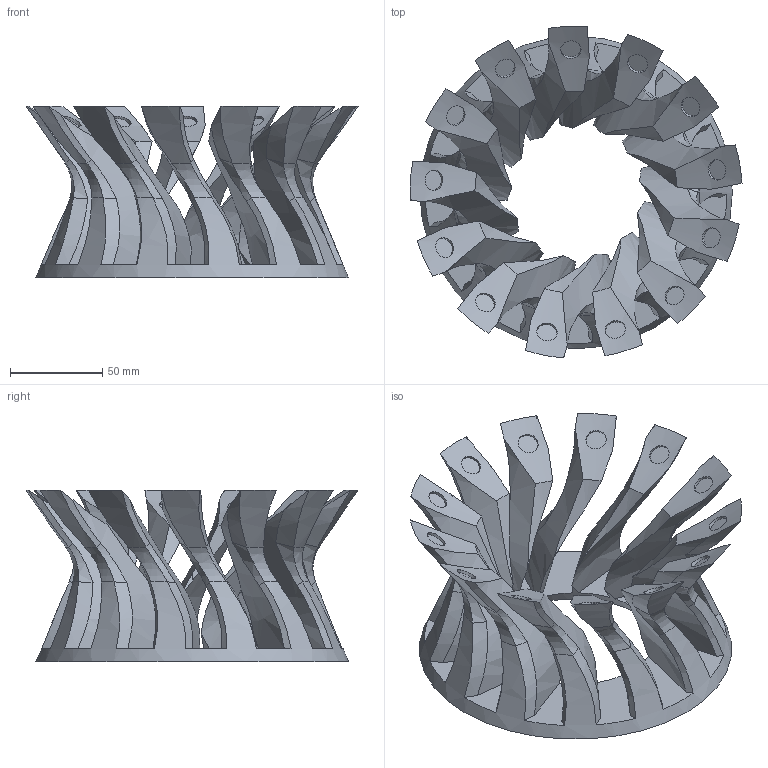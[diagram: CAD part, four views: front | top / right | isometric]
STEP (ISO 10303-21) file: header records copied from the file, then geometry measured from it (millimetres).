
FILE_DESCRIPTION(('FreeCAD Model'),'2;1');
FILE_NAME('Open CASCADE Shape Model','2024-09-06T22:57:20',(''),(''), 'Open CASCADE STEP processor 7.7','Ondsel','Unknown');
FILE_SCHEMA(('AUTOMOTIVE_DESIGN { 1 0 10303 214 1 1 1 1 }'));
Length unit declared in the file: millimetre
Products named in the file (1): stand
Bounding box: 179.83 x 179.75 x 92.94 mm (x, y, z)
Volume: 413566.2 mm3; surface area: 127068.8 mm2
Topology: 1 solids, 1 shells, 215 faces, 554 edges, 360 vertices
Faces by surface type: bspline 79, plane 34, cone 29, extrusion 26, cylinder 20, torus 14, sphere 13
Full cylindrical faces by diameter (mm): 11 x20
Entity records: 21055 total; most frequent: CARTESIAN_POINT 16712, ORIENTED_EDGE 1108, EDGE_CURVE 554, DIRECTION 517, B_SPLINE_CURVE_WITH_KNOTS 421, VERTEX_POINT 360, FACE_BOUND 236, EDGE_LOOP 236
